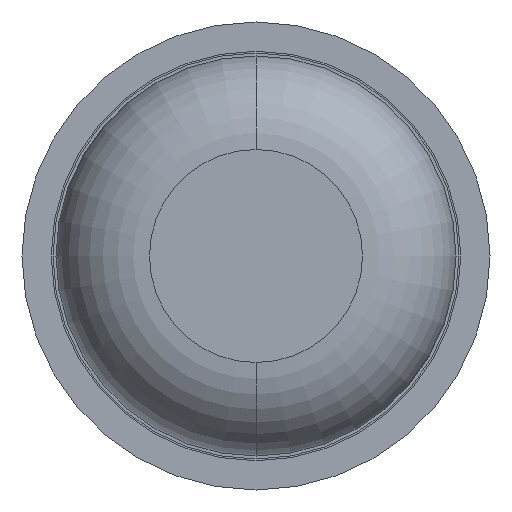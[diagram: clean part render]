
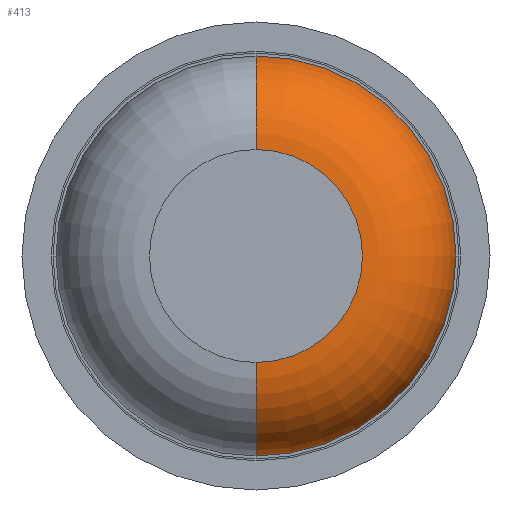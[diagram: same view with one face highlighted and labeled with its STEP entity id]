
A CAD part, front view. The second image highlights one B-rep face of the part: STEP entity #413.
In plain terms, the highlighted toroidal (fillet/blend) face has major radius 0.91 mm and minor radius 0.8 mm.
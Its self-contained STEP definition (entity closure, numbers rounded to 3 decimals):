
#121 = TOROIDAL_SURFACE ( 'NONE', #1814, 0.91, 0.8 ) ;
#188 = DIRECTION ( 'NONE',  ( 0., 0., -1. ) ) ;
#251 = VERTEX_POINT ( 'NONE', #869 ) ;
#294 = ORIENTED_EDGE ( 'NONE', *, *, #1829, .F. ) ;
#321 = DIRECTION ( 'NONE',  ( 0., 0., 1. ) ) ;
#408 = DIRECTION ( 'NONE',  ( 0., 1., 0. ) ) ;
#413 = ADVANCED_FACE ( 'Defeature ausgef�hrt1_10', ( #1610 ), #121, .T. ) ;
#729 = AXIS2_PLACEMENT_3D ( 'NONE', #1503, #2115, #2438 ) ;
#869 = CARTESIAN_POINT ( 'NONE',  ( 0., -29.2, -1.71 ) ) ;
#1197 = ORIENTED_EDGE ( 'NONE', *, *, #2149, .F. ) ;
#1273 = CARTESIAN_POINT ( 'NONE',  ( 0., -29.2, 0. ) ) ;
#1343 = AXIS2_PLACEMENT_3D ( 'NONE', #3423, #2834, #188 ) ;
#1407 = CIRCLE ( 'NONE', #729, 0.91 ) ;
#1501 = CIRCLE ( 'NONE', #1343, 0.8 ) ;
#1503 = CARTESIAN_POINT ( 'NONE',  ( 0., -30., 0. ) ) ;
#1578 = CARTESIAN_POINT ( 'NONE',  ( 0., -30., 0.91 ) ) ;
#1610 = FACE_OUTER_BOUND ( 'NONE', #3498, .T. ) ;
#1774 = CARTESIAN_POINT ( 'NONE',  ( 0., -29.2, 1.71 ) ) ;
#1790 = DIRECTION ( 'NONE',  ( 0., 0., 1. ) ) ;
#1814 = AXIS2_PLACEMENT_3D ( 'NONE', #1273, #2737, #321 ) ;
#1829 = EDGE_CURVE ( 'Defeature ausgef�hrt1_2+Defeature ausgef�hrt1_10+Defeature ausgef�hrt1_10+Defeature ausgef�hrt1_10', #2125, #251, #2631, .T. ) ;
#1858 = CARTESIAN_POINT ( 'NONE',  ( 0., -29.2, 0. ) ) ;
#1891 = ORIENTED_EDGE ( 'NONE', *, *, #3012, .F. ) ;
#1897 = ORIENTED_EDGE ( 'NONE', *, *, #2514, .T. ) ;
#1902 = VERTEX_POINT ( 'NONE', #2457 ) ;
#2085 = AXIS2_PLACEMENT_3D ( 'NONE', #3529, #3267, #1790 ) ;
#2115 = DIRECTION ( 'NONE',  ( 0., -1., 0. ) ) ;
#2125 = VERTEX_POINT ( 'NONE', #1774 ) ;
#2149 = EDGE_CURVE ( 'NONE', #2365, #2125, #3124, .T. ) ;
#2365 = VERTEX_POINT ( 'NONE', #1578 ) ;
#2438 = DIRECTION ( 'NONE',  ( 0., 0., 1. ) ) ;
#2457 = CARTESIAN_POINT ( 'NONE',  ( 0., -30., -0.91 ) ) ;
#2500 = DIRECTION ( 'NONE',  ( 0., 0., 1. ) ) ;
#2514 = EDGE_CURVE ( 'NONE', #1902, #251, #1501, .T. ) ;
#2631 = CIRCLE ( 'NONE', #3508, 1.71 ) ;
#2737 = DIRECTION ( 'NONE',  ( 0., 1., 0. ) ) ;
#2834 = DIRECTION ( 'NONE',  ( 1., 0., 0. ) ) ;
#3012 = EDGE_CURVE ( 'Defeature ausgef�hrt1_0+Defeature ausgef�hrt1_10+Defeature ausgef�hrt1_10+Defeature ausgef�hrt1_10', #1902, #2365, #1407, .T. ) ;
#3124 = CIRCLE ( 'NONE', #2085, 0.8 ) ;
#3267 = DIRECTION ( 'NONE',  ( -1., 0., 0. ) ) ;
#3423 = CARTESIAN_POINT ( 'NONE',  ( 0., -29.2, -0.91 ) ) ;
#3498 = EDGE_LOOP ( 'NONE', ( #1891, #1897, #294, #1197 ) ) ;
#3508 = AXIS2_PLACEMENT_3D ( 'NONE', #1858, #408, #2500 ) ;
#3529 = CARTESIAN_POINT ( 'NONE',  ( 0., -29.2, 0.91 ) ) ;
